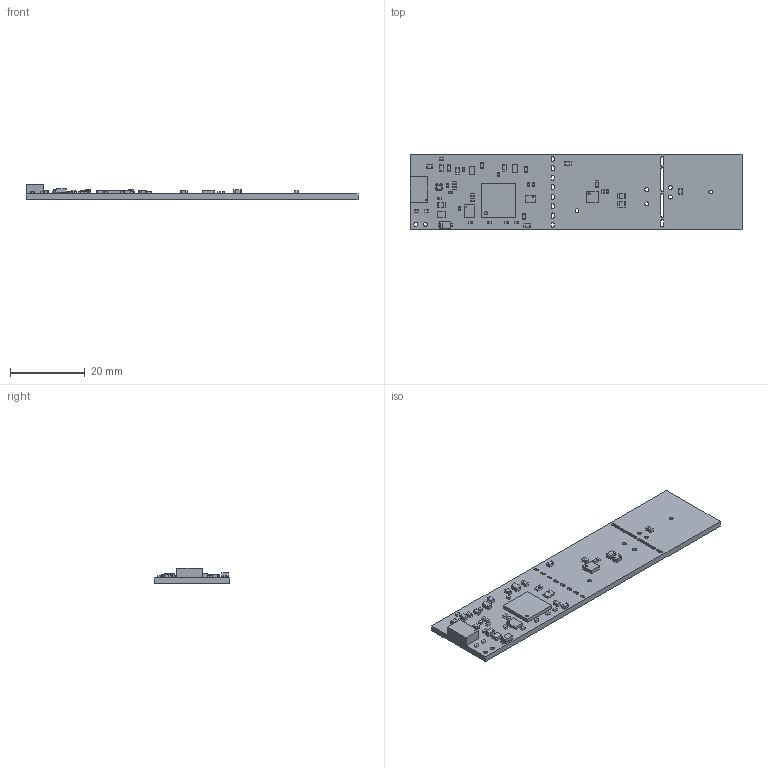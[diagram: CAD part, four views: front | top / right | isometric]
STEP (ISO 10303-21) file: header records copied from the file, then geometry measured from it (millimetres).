
FILE_DESCRIPTION(('Open CASCADE Model'),'2;1');
FILE_NAME('Open CASCADE Shape Model','2024-03-12T11:44:07',('Author'),( 'Open CASCADE'),'Open CASCADE STEP processor 7.5','Open CASCADE 7.5' ,'Unknown');
FILE_SCHEMA(('AUTOMOTIVE_DESIGN { 1 0 10303 214 1 1 1 1 }'));
Length unit declared in the file: millimetre
Products named in the file (130): Open CASCADE STEP translator 7.5 76; Open CASCADE STEP translator 7.5 77; Open CASCADE STEP translator 7.5 78; Open CASCADE STEP translator 7.5 79; Open CASCADE STEP translator 7.5 80; Open CASCADE STEP translator 7.5 81; Open CASCADE STEP translator 7.5 82; Open CASCADE STEP translator 7.5 83; Open CASCADE STEP translator 7.5 84; Open CASCADE STEP translator 7.5 85; Open CASCADE STEP translator 7.5 86; Open CASCADE STEP translator 7.5 87; Open CASCADE STEP translator 7.5 88; Open CASCADE STEP translator 7.5 89; Open CASCADE STEP translator 7.5 90; Open CASCADE STEP translator 7.5 91; Open CASCADE STEP translator 7.5 92; Open CASCADE STEP translator 7.5 93; Open CASCADE STEP translator 7.5 94; Open CASCADE STEP translator 7.5 95; Open CASCADE STEP translator 7.5 96; Open CASCADE STEP translator 7.5 97; Open CASCADE STEP translator 7.5 98; Open CASCADE STEP translator 7.5 99; Open CASCADE STEP translator 7.5 100; Open CASCADE STEP translator 7.5 101; Open CASCADE STEP translator 7.5 102; Open CASCADE STEP translator 7.5 103; Open CASCADE STEP translator 7.5 104; Open CASCADE STEP translator 7.5 105; Open CASCADE STEP translator 7.5 106; Open CASCADE STEP translator 7.5 107; Open CASCADE STEP translator 7.5 108; Open CASCADE STEP translator 7.5 109; Open CASCADE STEP translator 7.5 110; Open CASCADE STEP translator 7.5 111; Open CASCADE STEP translator 7.5 112; Open CASCADE STEP translator 7.5 113; Open CASCADE STEP translator 7.5 114; Open CASCADE STEP translator 7.5 115 ...
Bounding box: 88.94 x 20.32 x 4.25 mm (x, y, z)
Volume: 3046.2 mm3; surface area: 5017.2 mm2
Topology: 130 solids, 130 shells, 995 faces, 2194 edges, 1460 vertices
Faces by surface type: plane 954, cylinder 41
Full cylindrical faces by diameter (mm): 0.15 x1, 1 x1, 1.016 x5, 1.1 x2
Entity records: 29161 total; most frequent: CARTESIAN_POINT 4650, ORIENTED_EDGE 4388, DIRECTION 4268, EDGE_CURVE 2194, LINE 2112, VECTOR 2112, VERTEX_POINT 1460, AXIS2_PLACEMENT_3D 1078
